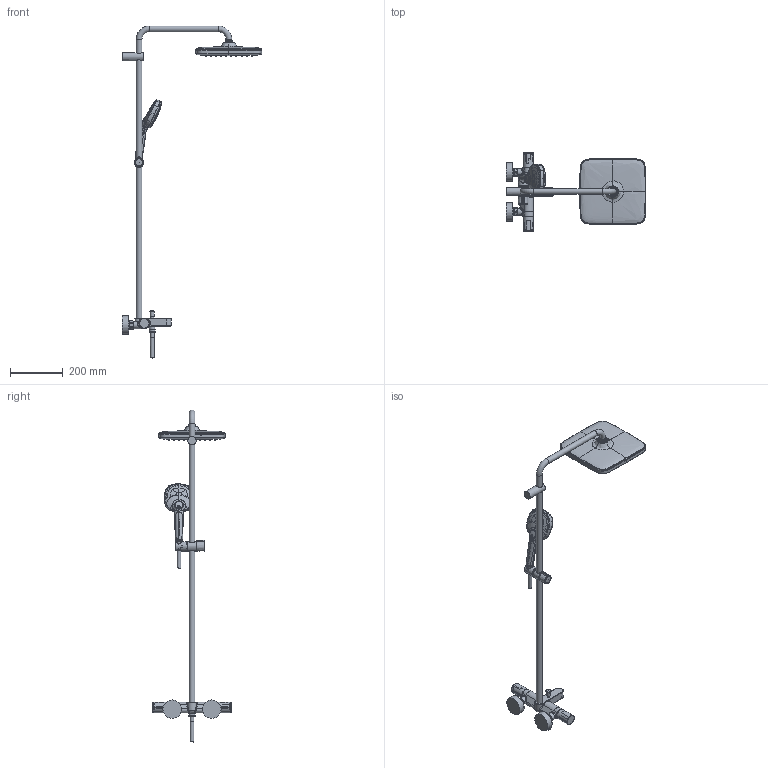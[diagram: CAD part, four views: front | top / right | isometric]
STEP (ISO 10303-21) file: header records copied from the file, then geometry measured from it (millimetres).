
FILE_DESCRIPTION(/* description */ ('Unknown'),/* implementation_level */ '2;1');
FILE_NAME(/* name */ '26975001 new',/* time_stamp */ '2023-04-25T15:34:44+02:00',/* author */ ('Unknown'),/* organization */ ('GROHE AG'),/* preprocessor_version */ 'ST-DEVELOPER v16.7',/* originating_system */ 'DEX',/* authorisation */ $);
FILE_SCHEMA (('AUTOMOTIVE_DESIGN {1 0 10303 214 3 1 1}'));
Length unit declared in the file: millimetre
Products named in the file (1): 26975001 new
Bounding box: 529 x 298.45 x 1256.33 mm (x, y, z)
Volume: 194563.5 mm3; surface area: 585687.8 mm2
Topology: 2 solids, 422 shells, 1763 faces, 6270 edges, 4918 vertices
Faces by surface type: bspline 696, cylinder 460, plane 366, torus 131, cone 91, sphere 19
Full cylindrical faces by diameter (mm): 2.187 x102, 2.8 x72, 3.7 x1, 3.797 x136, 4.1 x7, 10.8 x2, 13.8 x2, 14.7 x1, 15.196 x1, 18.3 x1, 19 x2, 19.9 x1, 20.955 x2, 22 x3, 22.6 x1, 23 x1, 26.44 x2, 27 x2, 31.3 x1, 33.4 x2, 36 x2, 37 x2, 40 x2, 70 x2
Entity records: 116589 total; most frequent: CARTESIAN_POINT 69873, ORIENTED_EDGE 6935, EDGE_CURVE 5024, DIRECTION 4944, VERTEX_POINT 4370, B_SPLINE_CURVE_WITH_KNOTS 3444, EDGE_LOOP 3309, FACE_BOUND 3309
